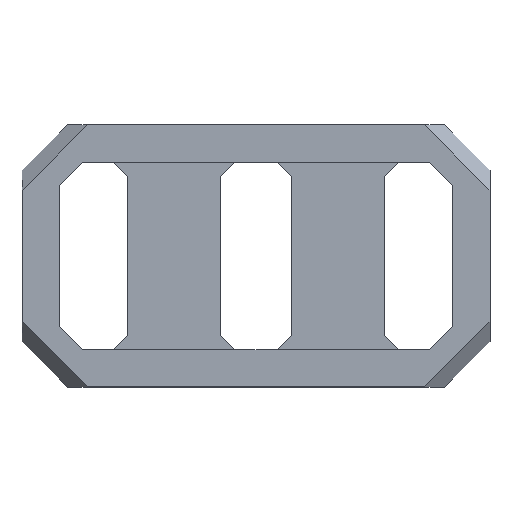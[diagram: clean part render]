
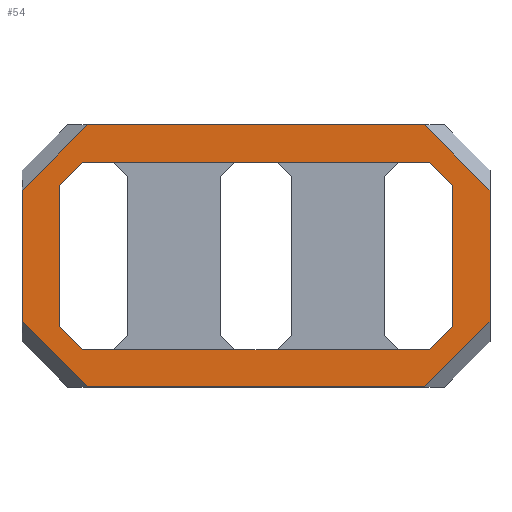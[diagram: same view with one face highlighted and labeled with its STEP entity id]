
A CAD part, top view. The second image highlights one B-rep face of the part: STEP entity #54.
In plain terms, the highlighted planar face has unit normal (0, 0, 1).
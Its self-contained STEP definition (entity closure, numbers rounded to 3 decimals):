
#54=ADVANCED_FACE('',(#106,#108),#110,.T.);
#106=FACE_BOUND('',#107,.T.);
#107=EDGE_LOOP('',(#413,#414,#415,#416,#417,#418,#419,#420));
#108=FACE_BOUND('',#109,.T.);
#109=EDGE_LOOP('',(#421,#422,#423,#424,#425,#426,#427,#428));
#110=PLANE('',#111);
#111=AXIS2_PLACEMENT_3D('',#112,#113,#114);
#112=CARTESIAN_POINT('',(0.,0.,2.2));
#113=DIRECTION('',(0.,0.,1.));
#114=DIRECTION('',(-1.,0.,0.));
#413=ORIENTED_EDGE('',*,*,#653,.T.);
#414=ORIENTED_EDGE('',*,*,#654,.T.);
#415=ORIENTED_EDGE('',*,*,#655,.F.);
#416=ORIENTED_EDGE('',*,*,#656,.T.);
#417=ORIENTED_EDGE('',*,*,#657,.T.);
#418=ORIENTED_EDGE('',*,*,#658,.F.);
#419=ORIENTED_EDGE('',*,*,#659,.F.);
#420=ORIENTED_EDGE('',*,*,#660,.T.);
#421=ORIENTED_EDGE('',*,*,#661,.F.);
#422=ORIENTED_EDGE('',*,*,#662,.F.);
#423=ORIENTED_EDGE('',*,*,#663,.T.);
#424=ORIENTED_EDGE('',*,*,#664,.F.);
#425=ORIENTED_EDGE('',*,*,#665,.F.);
#426=ORIENTED_EDGE('',*,*,#666,.T.);
#427=ORIENTED_EDGE('',*,*,#667,.T.);
#428=ORIENTED_EDGE('',*,*,#668,.T.);
#653=EDGE_CURVE('',#805,#806,#807,.T.);
#654=EDGE_CURVE('',#806,#808,#809,.T.);
#655=EDGE_CURVE('',#810,#808,#811,.T.);
#656=EDGE_CURVE('',#810,#812,#813,.T.);
#657=EDGE_CURVE('',#812,#814,#815,.T.);
#658=EDGE_CURVE('',#816,#814,#817,.T.);
#659=EDGE_CURVE('',#818,#816,#819,.T.);
#660=EDGE_CURVE('',#818,#805,#820,.T.);
#661=EDGE_CURVE('',#821,#822,#823,.T.);
#662=EDGE_CURVE('',#824,#821,#825,.T.);
#663=EDGE_CURVE('',#824,#826,#827,.T.);
#664=EDGE_CURVE('',#828,#826,#829,.T.);
#665=EDGE_CURVE('',#830,#828,#831,.T.);
#666=EDGE_CURVE('',#830,#832,#833,.T.);
#667=EDGE_CURVE('',#832,#834,#835,.T.);
#668=EDGE_CURVE('',#834,#822,#836,.T.);
#805=VERTEX_POINT('',#1069);
#806=VERTEX_POINT('',#1070);
#807=LINE('',#1071,#1072);
#808=VERTEX_POINT('',#1074);
#809=LINE('',#1075,#1076);
#810=VERTEX_POINT('',#1078);
#811=LINE('',#1079,#1080);
#812=VERTEX_POINT('',#1082);
#813=LINE('',#1083,#1084);
#814=VERTEX_POINT('',#1086);
#815=LINE('',#1087,#1088);
#816=VERTEX_POINT('',#1090);
#817=LINE('',#1091,#1092);
#818=VERTEX_POINT('',#1094);
#819=LINE('',#1095,#1096);
#820=LINE('',#1098,#1099);
#821=VERTEX_POINT('',#1101);
#822=VERTEX_POINT('',#1102);
#823=LINE('',#1103,#1104);
#824=VERTEX_POINT('',#1106);
#825=LINE('',#1107,#1108);
#826=VERTEX_POINT('',#1110);
#827=LINE('',#1111,#1112);
#828=VERTEX_POINT('',#1114);
#829=LINE('',#1115,#1116);
#830=VERTEX_POINT('',#1118);
#831=LINE('',#1119,#1120);
#832=VERTEX_POINT('',#1122);
#833=LINE('',#1123,#1124);
#834=VERTEX_POINT('',#1126);
#835=LINE('',#1127,#1128);
#836=LINE('',#1130,#1131);
#1069=CARTESIAN_POINT('',(10.,2.814,2.2));
#1070=CARTESIAN_POINT('',(7.214,5.6,2.2));
#1071=CARTESIAN_POINT('',(10.,2.814,2.2));
#1072=VECTOR('',#1073,1.);
#1073=DIRECTION('',(-0.707,0.707,0.));
#1074=CARTESIAN_POINT('',(-7.214,5.6,2.2));
#1075=CARTESIAN_POINT('',(7.214,5.6,2.2));
#1076=VECTOR('',#1077,1.);
#1077=DIRECTION('',(-1.,0.,0.));
#1078=CARTESIAN_POINT('',(-10.,2.814,2.2));
#1079=CARTESIAN_POINT('',(-10.,2.814,2.2));
#1080=VECTOR('',#1081,1.);
#1081=DIRECTION('',(0.707,0.707,0.));
#1082=CARTESIAN_POINT('',(-10.,-2.814,2.2));
#1083=CARTESIAN_POINT('',(-10.,2.814,2.2));
#1084=VECTOR('',#1085,1.);
#1085=DIRECTION('',(0.,-1.,0.));
#1086=CARTESIAN_POINT('',(-7.214,-5.6,2.2));
#1087=CARTESIAN_POINT('',(-10.,-2.814,2.2));
#1088=VECTOR('',#1089,1.);
#1089=DIRECTION('',(0.707,-0.707,0.));
#1090=CARTESIAN_POINT('',(7.214,-5.6,2.2));
#1091=CARTESIAN_POINT('',(7.214,-5.6,2.2));
#1092=VECTOR('',#1093,1.);
#1093=DIRECTION('',(-1.,0.,0.));
#1094=CARTESIAN_POINT('',(10.,-2.814,2.2));
#1095=CARTESIAN_POINT('',(10.,-2.814,2.2));
#1096=VECTOR('',#1097,1.);
#1097=DIRECTION('',(-0.707,-0.707,0.));
#1098=CARTESIAN_POINT('',(10.,-2.814,2.2));
#1099=VECTOR('',#1100,1.);
#1100=DIRECTION('',(0.,1.,0.));
#1101=CARTESIAN_POINT('',(-7.4,4.,2.2));
#1102=CARTESIAN_POINT('',(-8.4,3.,2.2));
#1103=CARTESIAN_POINT('',(-7.4,4.,2.2));
#1104=VECTOR('',#1105,1.);
#1105=DIRECTION('',(-0.707,-0.707,0.));
#1106=CARTESIAN_POINT('',(7.4,4.,2.2));
#1107=CARTESIAN_POINT('',(7.4,4.,2.2));
#1108=VECTOR('',#1109,1.);
#1109=DIRECTION('',(-1.,0.,0.));
#1110=CARTESIAN_POINT('',(8.4,3.,2.2));
#1111=CARTESIAN_POINT('',(7.4,4.,2.2));
#1112=VECTOR('',#1113,1.);
#1113=DIRECTION('',(0.707,-0.707,0.));
#1114=CARTESIAN_POINT('',(8.4,-3.,2.2));
#1115=CARTESIAN_POINT('',(8.4,-3.,2.2));
#1116=VECTOR('',#1117,1.);
#1117=DIRECTION('',(0.,1.,0.));
#1118=CARTESIAN_POINT('',(7.4,-4.,2.2));
#1119=CARTESIAN_POINT('',(7.4,-4.,2.2));
#1120=VECTOR('',#1121,1.);
#1121=DIRECTION('',(0.707,0.707,0.));
#1122=CARTESIAN_POINT('',(-7.4,-4.,2.2));
#1123=CARTESIAN_POINT('',(7.4,-4.,2.2));
#1124=VECTOR('',#1125,1.);
#1125=DIRECTION('',(-1.,0.,0.));
#1126=CARTESIAN_POINT('',(-8.4,-3.,2.2));
#1127=CARTESIAN_POINT('',(-7.4,-4.,2.2));
#1128=VECTOR('',#1129,1.);
#1129=DIRECTION('',(-0.707,0.707,0.));
#1130=CARTESIAN_POINT('',(-8.4,-3.,2.2));
#1131=VECTOR('',#1132,1.);
#1132=DIRECTION('',(0.,1.,0.));
